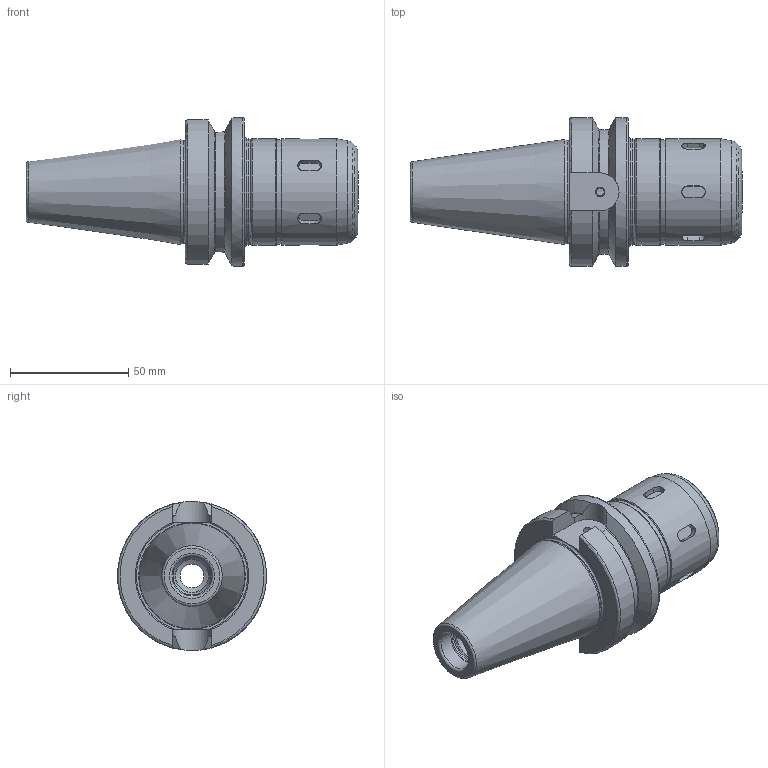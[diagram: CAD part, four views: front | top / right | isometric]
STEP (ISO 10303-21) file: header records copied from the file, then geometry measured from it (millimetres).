
FILE_DESCRIPTION((''),'2;1');
FILE_NAME('314040316075-3D.stp','2020-03-27T16:26:26',('nttooll'),(''),'Autodesk Inventor 2012','Autodesk Inventor 2012','');
FILE_SCHEMA(('AUTOMOTIVE_DESIGN { 1 0 10303 214 1 1 1 1 }'));
Length unit declared in the file: millimetre
Products named in the file (1): 314040316075-3D
Bounding box: 140.4 x 63 x 63 mm (x, y, z)
Volume: 182777 mm3; surface area: 32735.8 mm2
Topology: 1 solids, 1 shells, 111 faces, 251 edges, 158 vertices
Faces by surface type: plane 38, cylinder 36, torus 21, cone 16
Full cylindrical faces by diameter (mm): 3.4 x1, 4 x1, 10 x1, 14 x1, 14.25 x1, 16 x2, 16.2 x1, 16.5 x1, 17 x1, 17.4 x1, 37 x1, 43.5 x1, 44 x1, 45 x3, 63 x1
Entity records: 3190 total; most frequent: CARTESIAN_POINT 887, DIRECTION 470, ORIENTED_EDGE 410, EDGE_CURVE 205, AXIS2_PLACEMENT_3D 200, EDGE_LOOP 174, VERTEX_POINT 155, FACE_OUTER_BOUND 111
